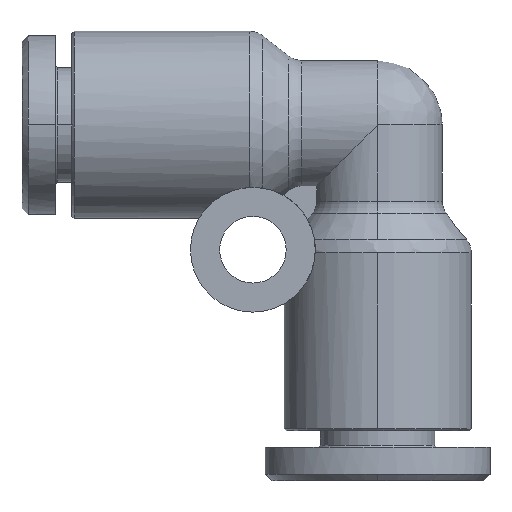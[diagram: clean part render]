
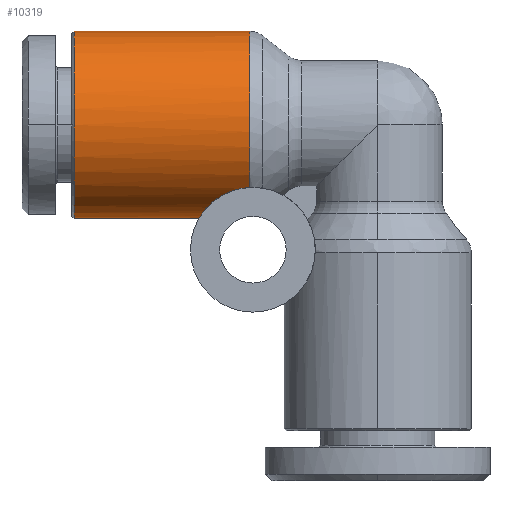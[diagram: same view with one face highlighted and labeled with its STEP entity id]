
A CAD part, front view. The second image highlights one B-rep face of the part: STEP entity #10319.
In plain terms, the highlighted cylindrical face has radius 4.5 mm (diameter 9 mm), a partial arc.
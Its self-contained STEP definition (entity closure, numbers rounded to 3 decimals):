
#163 = AXIS2_PLACEMENT_3D ( 'NONE', #6290, #11607, #17051 ) ;
#292 = CARTESIAN_POINT ( 'NONE',  ( -1.043, 0., 0. ) ) ;
#708 = DIRECTION ( 'NONE',  ( 1., 0., 0. ) ) ;
#941 = VERTEX_POINT ( 'NONE', #5524 ) ;
#1070 = CARTESIAN_POINT ( 'NONE',  ( -3.468, -0.828, -4.442 ) ) ;
#1604 = VERTEX_POINT ( 'NONE', #2987 ) ;
#1792 = EDGE_CURVE ( 'NONE', #7809, #5686, #11295, .T. ) ;
#1820 = CARTESIAN_POINT ( 'NONE',  ( -1.043, 0., 4.5 ) ) ;
#2008 = ORIENTED_EDGE ( 'NONE', *, *, #15286, .F. ) ;
#2523 = CARTESIAN_POINT ( 'NONE',  ( -2.798, -2.608, -3.671 ) ) ;
#2540 = CARTESIAN_POINT ( 'NONE',  ( -4.55, 0., 4.5 ) ) ;
#2724 = DIRECTION ( 'NONE',  ( 1., 0., 0. ) ) ;
#2987 = CARTESIAN_POINT ( 'NONE',  ( -3.498, 0., -4.5 ) ) ;
#3288 = CIRCLE ( 'NONE', #9791, 4.5 ) ;
#3310 = DIRECTION ( 'NONE',  ( 1., 0., 0. ) ) ;
#3859 = CARTESIAN_POINT ( 'NONE',  ( -2.038, -3.148, -3.218 ) ) ;
#3917 = EDGE_LOOP ( 'NONE', ( #2008, #17613, #12065, #9349, #9717, #15944 ) ) ;
#4458 = CARTESIAN_POINT ( 'NONE',  ( -9.5, 0., 0. ) ) ;
#4869 = DIRECTION ( 'NONE',  ( 0., 0., -1. ) ) ;
#5121 = LINE ( 'NONE', #13794, #15208 ) ;
#5524 = CARTESIAN_POINT ( 'NONE',  ( -9.5, -4.5, 0. ) ) ;
#5686 = VERTEX_POINT ( 'NONE', #1820 ) ;
#6281 = EDGE_CURVE ( 'NONE', #12833, #941, #12021, .T. ) ;
#6290 = CARTESIAN_POINT ( 'NONE',  ( -4.55, 0., 0. ) ) ;
#6425 = CARTESIAN_POINT ( 'NONE',  ( -1.851, -3.217, -3.147 ) ) ;
#6440 = AXIS2_PLACEMENT_3D ( 'NONE', #4458, #3310, #10076 ) ;
#6483 = CARTESIAN_POINT ( 'NONE',  ( -3.317, -1.621, -4.218 ) ) ;
#6608 = CARTESIAN_POINT ( 'NONE',  ( -1.254, -3.342, -3.013 ) ) ;
#6967 = DIRECTION ( 'NONE',  ( -1., 0., 0. ) ) ;
#7414 = FACE_OUTER_BOUND ( 'NONE', #3917, .T. ) ;
#7809 = VERTEX_POINT ( 'NONE', #16010 ) ;
#7885 = CARTESIAN_POINT ( 'NONE',  ( -1.457, -3.314, -3.045 ) ) ;
#8305 = EDGE_CURVE ( 'NONE', #14532, #1604, #5121, .T. ) ;
#9196 = CARTESIAN_POINT ( 'NONE',  ( -3.498, -0.419, -4.5 ) ) ;
#9349 = ORIENTED_EDGE ( 'NONE', *, *, #8305, .T. ) ;
#9378 = CARTESIAN_POINT ( 'NONE',  ( -2.531, -2.861, -3.477 ) ) ;
#9429 = CARTESIAN_POINT ( 'NONE',  ( -3.498, 0., -4.5 ) ) ;
#9598 = VECTOR ( 'NONE', #15184, 1000. ) ;
#9667 = DIRECTION ( 'NONE',  ( 0., 0., -1. ) ) ;
#9717 = ORIENTED_EDGE ( 'NONE', *, *, #12741, .T. ) ;
#9791 = AXIS2_PLACEMENT_3D ( 'NONE', #11735, #708, #4869 ) ;
#10076 = DIRECTION ( 'NONE',  ( 0., 0., -1. ) ) ;
#10319 = ADVANCED_FACE ( 'NONE', ( #7414 ), #15558, .T. ) ;
#10803 = CARTESIAN_POINT ( 'NONE',  ( -1.043, -3.351, -3.003 ) ) ;
#11074 = LINE ( 'NONE', #2540, #9598 ) ;
#11295 = CIRCLE ( 'NONE', #12277, 4.5 ) ;
#11607 = DIRECTION ( 'NONE',  ( 1., 0., 0. ) ) ;
#11735 = CARTESIAN_POINT ( 'NONE',  ( -9.5, 0., 0. ) ) ;
#12021 = CIRCLE ( 'NONE', #6440, 4.5 ) ;
#12065 = ORIENTED_EDGE ( 'NONE', *, *, #17695, .T. ) ;
#12277 = AXIS2_PLACEMENT_3D ( 'NONE', #292, #6967, #9667 ) ;
#12741 = EDGE_CURVE ( 'NONE', #1604, #7809, #15675, .T. ) ;
#12833 = VERTEX_POINT ( 'NONE', #17714 ) ;
#13794 = CARTESIAN_POINT ( 'NONE',  ( -4.55, 0., -4.5 ) ) ;
#14532 = VERTEX_POINT ( 'NONE', #16614 ) ;
#14635 = CARTESIAN_POINT ( 'NONE',  ( -2.912, -2.463, -3.771 ) ) ;
#15184 = DIRECTION ( 'NONE',  ( 1., 0., 0. ) ) ;
#15208 = VECTOR ( 'NONE', #2724, 1000. ) ;
#15286 = EDGE_CURVE ( 'NONE', #12833, #5686, #11074, .T. ) ;
#15558 = CYLINDRICAL_SURFACE ( 'NONE', #163, 4.5 ) ;
#15675 = B_SPLINE_CURVE_WITH_KNOTS ( 'NONE', 3,
 ( #9429, #9196, #1070, #6483, #17591, #14635, #2523, #9378, #16274, #3859, #6425, #7885, #6608, #10803 ),
 .UNSPECIFIED., .F., .F.,
 ( 4, 2, 2, 2, 2, 2, 4 ),
 ( 0., 0.001, 0.002, 0.003, 0.004, 0.004, 0.005 ),
 .UNSPECIFIED. ) ;
#15944 = ORIENTED_EDGE ( 'NONE', *, *, #1792, .T. ) ;
#16010 = CARTESIAN_POINT ( 'NONE',  ( -1.043, -3.351, -3.003 ) ) ;
#16274 = CARTESIAN_POINT ( 'NONE',  ( -2.376, -2.972, -3.381 ) ) ;
#16614 = CARTESIAN_POINT ( 'NONE',  ( -9.5, 0., -4.5 ) ) ;
#17051 = DIRECTION ( 'NONE',  ( 0., 0., -1. ) ) ;
#17591 = CARTESIAN_POINT ( 'NONE',  ( -3.201, -1.983, -4.057 ) ) ;
#17613 = ORIENTED_EDGE ( 'NONE', *, *, #6281, .T. ) ;
#17695 = EDGE_CURVE ( 'NONE', #941, #14532, #3288, .T. ) ;
#17714 = CARTESIAN_POINT ( 'NONE',  ( -9.5, 0., 4.5 ) ) ;
